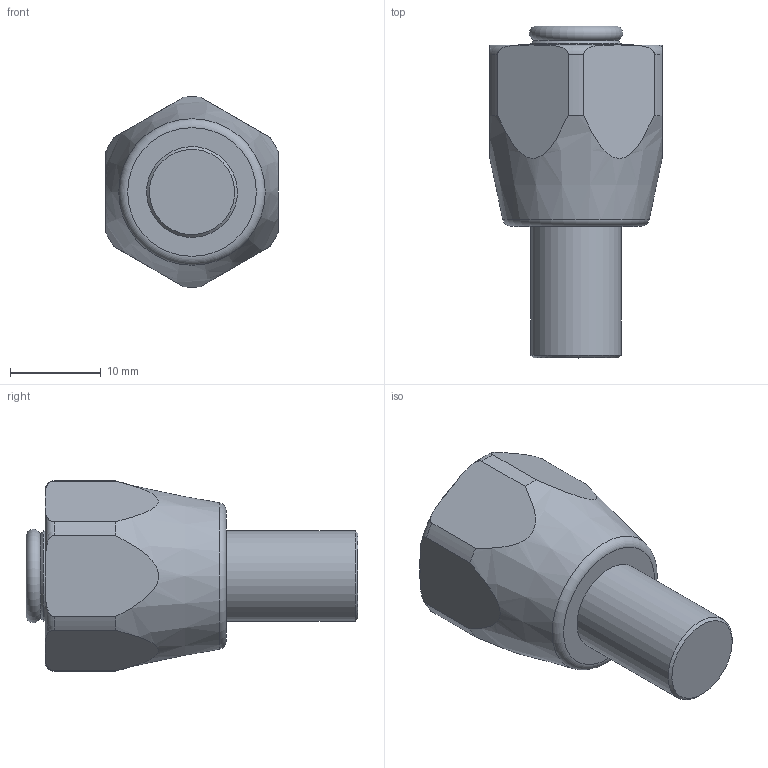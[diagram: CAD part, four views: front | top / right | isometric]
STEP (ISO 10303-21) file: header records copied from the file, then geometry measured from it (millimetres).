
FILE_DESCRIPTION(/* description */ (''),/* implementation_level */ '2;1');
FILE_NAME(/* name */ '700070_simplify.stp',/* time_stamp */ '2022-08-04T10:10:54+02:00',/* author */ ('mbs'),/* organization */ (''),/* preprocessor_version */ 'ST-DEVELOPER v18.1',/* originating_system */ 'Autodesk Inventor 2022',/* authorisation */ '');
FILE_SCHEMA (('AUTOMOTIVE_DESIGN { 1 0 10303 214 3 1 1 }'));
Length unit declared in the file: millimetre
Products named in the file (1): 700070_simplify
Bounding box: 19 x 36.6 x 20.99 mm (x, y, z)
Volume: 6840.7 mm3; surface area: 2296.1 mm2
Topology: 2 solids, 2 shells, 31 faces, 71 edges, 45 vertices
Faces by surface type: plane 11, torus 9, cylinder 8, cone 3
Full cylindrical faces by diameter (mm): 10 x2
Entity records: 1089 total; most frequent: CARTESIAN_POINT 294, DIRECTION 151, ORIENTED_EDGE 142, EDGE_CURVE 71, AXIS2_PLACEMENT_3D 67, VERTEX_POINT 45, CIRCLE 35, EDGE_LOOP 34
